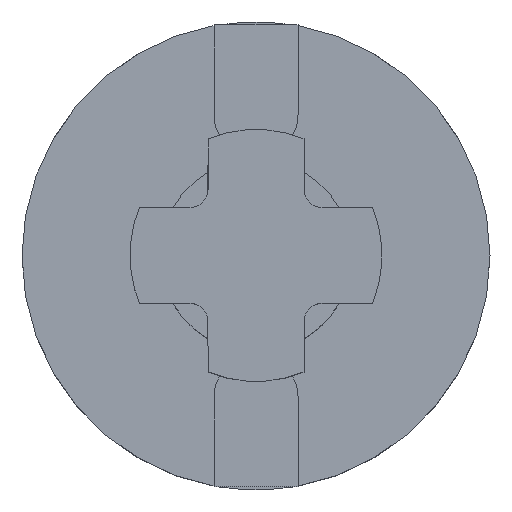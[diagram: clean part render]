
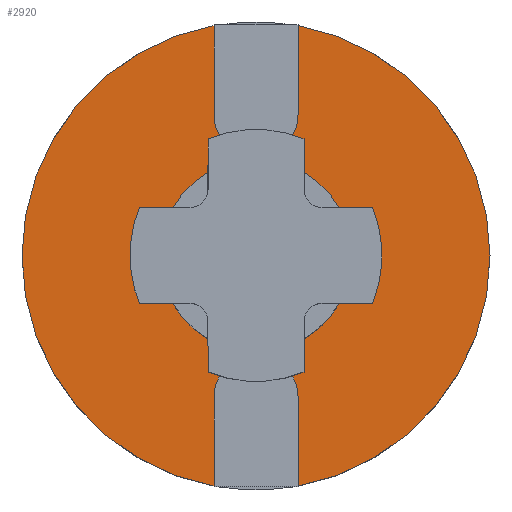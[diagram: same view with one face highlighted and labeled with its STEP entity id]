
A CAD part, top view. The second image highlights one B-rep face of the part: STEP entity #2920.
In plain terms, the highlighted planar face has unit normal (0, 0, 1).
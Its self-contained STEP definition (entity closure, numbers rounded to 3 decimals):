
#74 = CARTESIAN_POINT ( 'NONE',  ( -7., -38.367, 40. ) ) ;
#228 = ORIENTED_EDGE ( 'NONE', *, *, #2281, .F. ) ;
#289 = FACE_OUTER_BOUND ( 'NONE', #1919, .T. ) ;
#348 = EDGE_CURVE ( 'NONE', #6696, #764, #5574, .T. ) ;
#354 = CARTESIAN_POINT ( 'NONE',  ( 0., 0., 40. ) ) ;
#470 = DIRECTION ( 'NONE',  ( -1., 0., 0. ) ) ;
#494 = AXIS2_PLACEMENT_3D ( 'NONE', #988, #2705, #6756 ) ;
#644 = CARTESIAN_POINT ( 'NONE',  ( -39., 0., 40. ) ) ;
#648 = EDGE_CURVE ( 'NONE', #4798, #2752, #2315, .T. ) ;
#764 = VERTEX_POINT ( 'NONE', #3276 ) ;
#878 = ORIENTED_EDGE ( 'NONE', *, *, #4444, .F. ) ;
#882 = DIRECTION ( 'NONE',  ( 0., 0., 1. ) ) ;
#907 = CIRCLE ( 'NONE', #1159, 16. ) ;
#911 = DIRECTION ( 'NONE',  ( -1., 0., 0. ) ) ;
#971 = AXIS2_PLACEMENT_3D ( 'NONE', #6642, #6544, #911 ) ;
#988 = CARTESIAN_POINT ( 'NONE',  ( 0., -23.5, 40. ) ) ;
#1058 = CARTESIAN_POINT ( 'NONE',  ( 7., -38.367, 40. ) ) ;
#1099 = LINE ( 'NONE', #6686, #6950 ) ;
#1159 = AXIS2_PLACEMENT_3D ( 'NONE', #1400, #5479, #2669 ) ;
#1219 = EDGE_CURVE ( 'NONE', #3463, #6526, #6201, .T. ) ;
#1319 = VERTEX_POINT ( 'NONE', #4635 ) ;
#1387 = EDGE_CURVE ( 'NONE', #4792, #5694, #2651, .T. ) ;
#1400 = CARTESIAN_POINT ( 'NONE',  ( 0., 0., 40. ) ) ;
#1470 = VECTOR ( 'NONE', #4657, 1000. ) ;
#1481 = EDGE_LOOP ( 'NONE', ( #1664, #1494 ) ) ;
#1494 = ORIENTED_EDGE ( 'NONE', *, *, #3087, .T. ) ;
#1523 = AXIS2_PLACEMENT_3D ( 'NONE', #5879, #3631, #1984 ) ;
#1609 = VECTOR ( 'NONE', #4243, 1000. ) ;
#1664 = ORIENTED_EDGE ( 'NONE', *, *, #648, .T. ) ;
#1729 = CARTESIAN_POINT ( 'NONE',  ( -7., -23.5, 40. ) ) ;
#1885 = LINE ( 'NONE', #7016, #1609 ) ;
#1919 = EDGE_LOOP ( 'NONE', ( #5253, #878, #228, #3086, #4264, #3564, #2930, #6611, #6120, #4973 ) ) ;
#1984 = DIRECTION ( 'NONE',  ( 1., 0., 0. ) ) ;
#2063 = DIRECTION ( 'NONE',  ( 1., 0., 0. ) ) ;
#2111 = CARTESIAN_POINT ( 'NONE',  ( 0., 23.5, 40. ) ) ;
#2265 = CARTESIAN_POINT ( 'NONE',  ( 7., 23.5, 40. ) ) ;
#2281 = EDGE_CURVE ( 'NONE', #5694, #6973, #6553, .T. ) ;
#2315 = CIRCLE ( 'NONE', #2538, 16. ) ;
#2363 = PLANE ( 'NONE',  #1523 ) ;
#2538 = AXIS2_PLACEMENT_3D ( 'NONE', #3222, #7154, #470 ) ;
#2651 = LINE ( 'NONE', #4675, #1470 ) ;
#2669 = DIRECTION ( 'NONE',  ( -1., 0., 0. ) ) ;
#2705 = DIRECTION ( 'NONE',  ( 0., 0., 1. ) ) ;
#2752 = VERTEX_POINT ( 'NONE', #5636 ) ;
#2920 = ADVANCED_FACE ( 'NONE', ( #289, #4656 ), #2363, .T. ) ;
#2930 = ORIENTED_EDGE ( 'NONE', *, *, #5143, .F. ) ;
#2935 = AXIS2_PLACEMENT_3D ( 'NONE', #2111, #882, #2063 ) ;
#3034 = DIRECTION ( 'NONE',  ( -1., 0., 0. ) ) ;
#3057 = DIRECTION ( 'NONE',  ( 0., 0., -1. ) ) ;
#3060 = CIRCLE ( 'NONE', #494, 7. ) ;
#3086 = ORIENTED_EDGE ( 'NONE', *, *, #1387, .F. ) ;
#3087 = EDGE_CURVE ( 'NONE', #2752, #4798, #907, .T. ) ;
#3094 = CARTESIAN_POINT ( 'NONE',  ( 7., -23.5, 40. ) ) ;
#3131 = EDGE_CURVE ( 'NONE', #1319, #6229, #3681, .T. ) ;
#3156 = DIRECTION ( 'NONE',  ( -1., 0., 0. ) ) ;
#3222 = CARTESIAN_POINT ( 'NONE',  ( 0., 0., 40. ) ) ;
#3240 = AXIS2_PLACEMENT_3D ( 'NONE', #4732, #6957, #3034 ) ;
#3276 = CARTESIAN_POINT ( 'NONE',  ( 39., 0., 40. ) ) ;
#3308 = DIRECTION ( 'NONE',  ( 0., 1., 0. ) ) ;
#3318 = CARTESIAN_POINT ( 'NONE',  ( -7., 38.367, 40. ) ) ;
#3463 = VERTEX_POINT ( 'NONE', #1058 ) ;
#3483 = EDGE_CURVE ( 'NONE', #6229, #6696, #1099, .T. ) ;
#3564 = ORIENTED_EDGE ( 'NONE', *, *, #1219, .F. ) ;
#3631 = DIRECTION ( 'NONE',  ( 0., 0., 1. ) ) ;
#3643 = DIRECTION ( 'NONE',  ( -1., 0., 0. ) ) ;
#3681 = CIRCLE ( 'NONE', #2935, 7. ) ;
#3937 = CARTESIAN_POINT ( 'NONE',  ( -16., 0., 40. ) ) ;
#3965 = CARTESIAN_POINT ( 'NONE',  ( 7., 39., 40. ) ) ;
#4243 = DIRECTION ( 'NONE',  ( 0., -1., 0. ) ) ;
#4264 = ORIENTED_EDGE ( 'NONE', *, *, #4645, .F. ) ;
#4444 = EDGE_CURVE ( 'NONE', #6973, #6812, #7115, .T. ) ;
#4534 = DIRECTION ( 'NONE',  ( 0., 1., 0. ) ) ;
#4635 = CARTESIAN_POINT ( 'NONE',  ( -7., 23.5, 40. ) ) ;
#4645 = EDGE_CURVE ( 'NONE', #6526, #4792, #3060, .T. ) ;
#4656 = FACE_BOUND ( 'NONE', #1481, .T. ) ;
#4657 = DIRECTION ( 'NONE',  ( 0., -1., 0. ) ) ;
#4675 = CARTESIAN_POINT ( 'NONE',  ( -7., -44.046, 40. ) ) ;
#4732 = CARTESIAN_POINT ( 'NONE',  ( 0., 0., 40. ) ) ;
#4792 = VERTEX_POINT ( 'NONE', #1729 ) ;
#4798 = VERTEX_POINT ( 'NONE', #3937 ) ;
#4925 = AXIS2_PLACEMENT_3D ( 'NONE', #5944, #3057, #3643 ) ;
#4973 = ORIENTED_EDGE ( 'NONE', *, *, #3131, .F. ) ;
#5143 = EDGE_CURVE ( 'NONE', #764, #3463, #6862, .T. ) ;
#5253 = ORIENTED_EDGE ( 'NONE', *, *, #7048, .F. ) ;
#5442 = CARTESIAN_POINT ( 'NONE',  ( 7., 38.367, 40. ) ) ;
#5479 = DIRECTION ( 'NONE',  ( 0., 0., -1. ) ) ;
#5574 = CIRCLE ( 'NONE', #3240, 39. ) ;
#5636 = CARTESIAN_POINT ( 'NONE',  ( 16., 0., 40. ) ) ;
#5694 = VERTEX_POINT ( 'NONE', #74 ) ;
#5879 = CARTESIAN_POINT ( 'NONE',  ( 0., 39., 40. ) ) ;
#5944 = CARTESIAN_POINT ( 'NONE',  ( 0., 0., 40. ) ) ;
#5971 = DIRECTION ( 'NONE',  ( 0., 0., -1. ) ) ;
#6120 = ORIENTED_EDGE ( 'NONE', *, *, #3483, .F. ) ;
#6201 = LINE ( 'NONE', #3965, #6375 ) ;
#6229 = VERTEX_POINT ( 'NONE', #2265 ) ;
#6375 = VECTOR ( 'NONE', #4534, 1000. ) ;
#6526 = VERTEX_POINT ( 'NONE', #3094 ) ;
#6544 = DIRECTION ( 'NONE',  ( 0., 0., -1. ) ) ;
#6553 = CIRCLE ( 'NONE', #7301, 39. ) ;
#6611 = ORIENTED_EDGE ( 'NONE', *, *, #348, .F. ) ;
#6642 = CARTESIAN_POINT ( 'NONE',  ( 0., 0., 40. ) ) ;
#6686 = CARTESIAN_POINT ( 'NONE',  ( 7., 44.046, 40. ) ) ;
#6696 = VERTEX_POINT ( 'NONE', #5442 ) ;
#6756 = DIRECTION ( 'NONE',  ( -1., 0., 0. ) ) ;
#6812 = VERTEX_POINT ( 'NONE', #3318 ) ;
#6862 = CIRCLE ( 'NONE', #971, 39. ) ;
#6950 = VECTOR ( 'NONE', #3308, 1000. ) ;
#6957 = DIRECTION ( 'NONE',  ( 0., 0., -1. ) ) ;
#6973 = VERTEX_POINT ( 'NONE', #644 ) ;
#7016 = CARTESIAN_POINT ( 'NONE',  ( -7., 39., 40. ) ) ;
#7048 = EDGE_CURVE ( 'NONE', #6812, #1319, #1885, .T. ) ;
#7115 = CIRCLE ( 'NONE', #4925, 39. ) ;
#7154 = DIRECTION ( 'NONE',  ( 0., 0., -1. ) ) ;
#7301 = AXIS2_PLACEMENT_3D ( 'NONE', #354, #5971, #3156 ) ;
